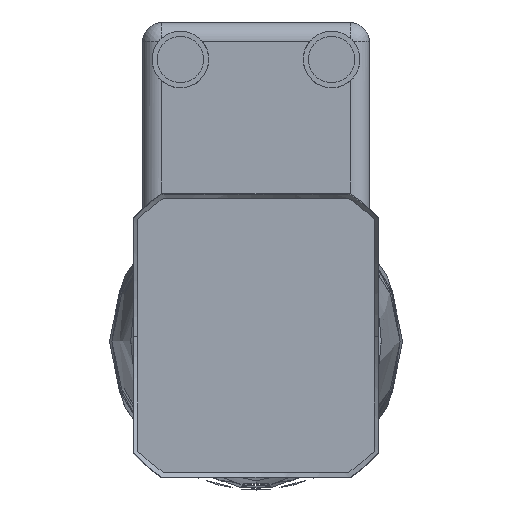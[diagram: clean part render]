
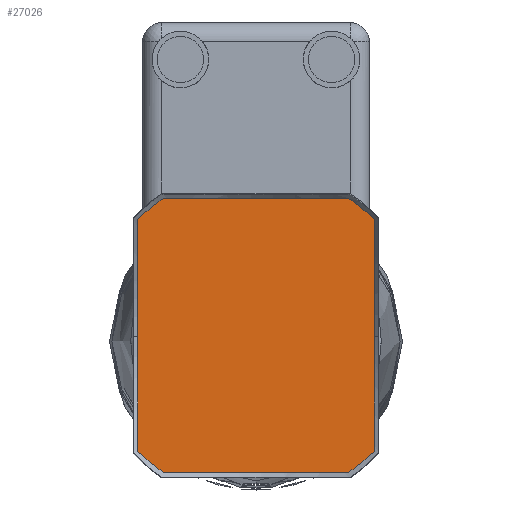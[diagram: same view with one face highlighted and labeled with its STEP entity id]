
A CAD part, top view. The second image highlights one B-rep face of the part: STEP entity #27026.
In plain terms, the highlighted planar face has unit normal (0, 0, 1).
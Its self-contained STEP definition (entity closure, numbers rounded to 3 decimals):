
#26703=DIRECTION('',(-1.,0.,0.));
#26704=VECTOR('',#26703,19.596);
#26705=CARTESIAN_POINT('',(9.798,-14.5,44.));
#26706=LINE('',#26705,#26704);
#26707=CARTESIAN_POINT('',(0.,0.,44.));
#26708=DIRECTION('',(0.,0.,-1.));
#26709=DIRECTION('',(-0.56,-0.829,0.));
#26710=AXIS2_PLACEMENT_3D('',#26707,#26708,#26709);
#26712=DIRECTION('',(0.,1.,0.));
#26713=VECTOR('',#26712,24.495);
#26714=CARTESIAN_POINT('',(-12.5,-12.247,44.));
#26715=LINE('',#26714,#26713);
#26716=CARTESIAN_POINT('',(0.,0.,44.));
#26717=DIRECTION('',(0.,0.,-1.));
#26718=DIRECTION('',(-0.714,0.7,0.));
#26719=AXIS2_PLACEMENT_3D('',#26716,#26717,#26718);
#26721=DIRECTION('',(1.,0.,0.));
#26722=VECTOR('',#26721,19.596);
#26723=CARTESIAN_POINT('',(-9.798,14.5,44.));
#26724=LINE('',#26723,#26722);
#26725=CARTESIAN_POINT('',(0.,0.,44.));
#26726=DIRECTION('',(0.,0.,-1.));
#26727=DIRECTION('',(0.56,0.829,0.));
#26728=AXIS2_PLACEMENT_3D('',#26725,#26726,#26727);
#26730=DIRECTION('',(0.,-1.,0.));
#26731=VECTOR('',#26730,24.495);
#26732=CARTESIAN_POINT('',(12.5,12.247,44.));
#26733=LINE('',#26732,#26731);
#26734=CARTESIAN_POINT('',(0.,0.,44.));
#26735=DIRECTION('',(0.,0.,-1.));
#26736=DIRECTION('',(0.714,-0.7,0.));
#26737=AXIS2_PLACEMENT_3D('',#26734,#26735,#26736);
#26951=CARTESIAN_POINT('',(-9.798,-14.5,44.));
#26952=CARTESIAN_POINT('',(9.798,-14.5,44.));
#26953=VERTEX_POINT('',#26951);
#26954=VERTEX_POINT('',#26952);
#26963=CARTESIAN_POINT('',(12.5,-12.247,44.));
#26964=CARTESIAN_POINT('',(12.5,12.247,44.));
#26965=VERTEX_POINT('',#26963);
#26966=VERTEX_POINT('',#26964);
#26971=CARTESIAN_POINT('',(9.798,14.5,44.));
#26972=CARTESIAN_POINT('',(-9.798,14.5,44.));
#26973=VERTEX_POINT('',#26971);
#26974=VERTEX_POINT('',#26972);
#26979=CARTESIAN_POINT('',(-12.5,12.247,44.));
#26980=CARTESIAN_POINT('',(-12.5,-12.247,44.));
#26981=VERTEX_POINT('',#26979);
#26982=VERTEX_POINT('',#26980);
#27003=CARTESIAN_POINT('',(0.,0.,44.));
#27004=DIRECTION('',(0.,0.,1.));
#27005=DIRECTION('',(0.,1.,0.));
#27006=AXIS2_PLACEMENT_3D('',#27003,#27004,#27005);
#27007=PLANE('',#27006);
#27009=ORIENTED_EDGE('',*,*,#27008,.T.);
#27011=ORIENTED_EDGE('',*,*,#27010,.T.);
#27013=ORIENTED_EDGE('',*,*,#27012,.T.);
#27015=ORIENTED_EDGE('',*,*,#27014,.T.);
#27017=ORIENTED_EDGE('',*,*,#27016,.T.);
#27019=ORIENTED_EDGE('',*,*,#27018,.T.);
#27021=ORIENTED_EDGE('',*,*,#27020,.T.);
#27023=ORIENTED_EDGE('',*,*,#27022,.T.);
#27024=EDGE_LOOP('',(#27009,#27011,#27013,#27015,#27017,#27019,#27021,#27023));
#27025=FACE_OUTER_BOUND('',#27024,.F.);
#27026=ADVANCED_FACE('',(#27025),#27007,.T.);
#26711=CIRCLE('',#26710,17.5);
#26720=CIRCLE('',#26719,17.5);
#26729=CIRCLE('',#26728,17.5);
#26738=CIRCLE('',#26737,17.5);
#27008=EDGE_CURVE('',#26954,#26953,#26706,.T.);
#27010=EDGE_CURVE('',#26953,#26982,#26711,.T.);
#27012=EDGE_CURVE('',#26982,#26981,#26715,.T.);
#27014=EDGE_CURVE('',#26981,#26974,#26720,.T.);
#27016=EDGE_CURVE('',#26974,#26973,#26724,.T.);
#27018=EDGE_CURVE('',#26973,#26966,#26729,.T.);
#27020=EDGE_CURVE('',#26966,#26965,#26733,.T.);
#27022=EDGE_CURVE('',#26965,#26954,#26738,.T.);
